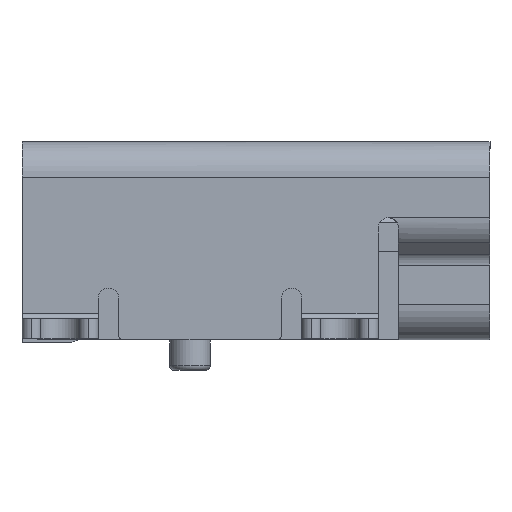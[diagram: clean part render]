
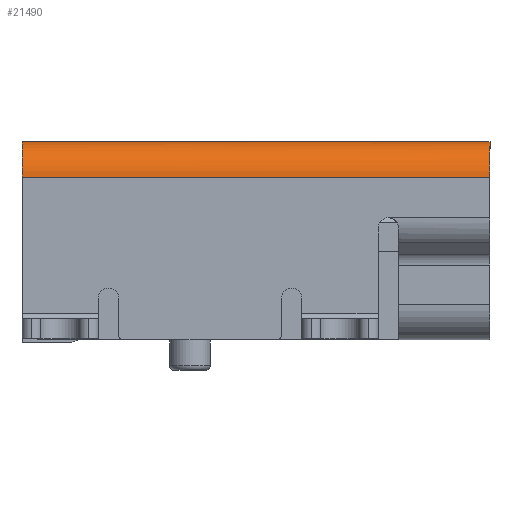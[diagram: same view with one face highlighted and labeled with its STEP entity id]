
A CAD part, left-side view. The second image highlights one B-rep face of the part: STEP entity #21490.
In plain terms, the highlighted cylindrical face has radius 0.7 mm (diameter 1.4 mm), a partial arc.
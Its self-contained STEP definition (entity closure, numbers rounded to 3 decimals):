
#479 = EDGE_CURVE ( 'NONE', #13606, #5995, #999, .T. ) ;
#665 = CARTESIAN_POINT ( 'NONE',  ( -3.85, 4.6, 1.25 ) ) ;
#999 = LINE ( 'NONE', #6722, #10825 ) ;
#1192 = EDGE_CURVE ( 'NONE', #11095, #19736, #17848, .T. ) ;
#1432 = DIRECTION ( 'NONE',  ( 0., 1., 0. ) ) ;
#1675 = CARTESIAN_POINT ( 'NONE',  ( -3.225, 4.6, 1.946 ) ) ;
#2850 = CARTESIAN_POINT ( 'NONE',  ( -3.15, -4.6, 1.95 ) ) ;
#3079 = LINE ( 'NONE', #2850, #14622 ) ;
#3180 = LINE ( 'NONE', #20733, #20941 ) ;
#3549 = CARTESIAN_POINT ( 'NONE',  ( -3.161, 4.565, 1.95 ) ) ;
#3660 = CARTESIAN_POINT ( 'NONE',  ( -3.208, 4.598, 1.948 ) ) ;
#4023 = CARTESIAN_POINT ( 'NONE',  ( -3.85, -4.6, 1.25 ) ) ;
#4562 = DIRECTION ( 'NONE',  ( 0., 1., 0. ) ) ;
#5065 = CARTESIAN_POINT ( 'NONE',  ( -3.15, 4.525, 1.95 ) ) ;
#5148 = CYLINDRICAL_SURFACE ( 'NONE', #19097, 0.7 ) ;
#5178 = CARTESIAN_POINT ( 'NONE',  ( -3.166, 4.572, 1.95 ) ) ;
#5241 = ORIENTED_EDGE ( 'NONE', *, *, #6192, .F. ) ;
#5402 = CARTESIAN_POINT ( 'NONE',  ( -3.214, 4.599, 1.947 ) ) ;
#5579 = AXIS2_PLACEMENT_3D ( 'NONE', #7841, #20452, #9678 ) ;
#5995 = VERTEX_POINT ( 'NONE', #15658 ) ;
#6192 = EDGE_CURVE ( 'NONE', #19736, #16284, #3180, .T. ) ;
#6328 = CARTESIAN_POINT ( 'NONE',  ( -3.15, -4.6, 1.95 ) ) ;
#6722 = CARTESIAN_POINT ( 'NONE',  ( -3.15, 4.3, 1.95 ) ) ;
#6805 = EDGE_CURVE ( 'NONE', #5995, #16733, #18632, .T. ) ;
#6963 = CARTESIAN_POINT ( 'NONE',  ( -3.157, 4.558, 1.95 ) ) ;
#7304 = CARTESIAN_POINT ( 'NONE',  ( -3.178, 4.584, 1.949 ) ) ;
#7345 = ORIENTED_EDGE ( 'NONE', *, *, #8225, .T. ) ;
#7702 = AXIS2_PLACEMENT_3D ( 'NONE', #21057, #13929, #14386 ) ;
#7841 = CARTESIAN_POINT ( 'NONE',  ( -3.15, 4.6, 1.25 ) ) ;
#8225 = EDGE_CURVE ( 'NONE', #11095, #13606, #3079, .T. ) ;
#8723 = EDGE_CURVE ( 'NONE', #16733, #16284, #12317, .T. ) ;
#8933 = CARTESIAN_POINT ( 'NONE',  ( -3.185, 4.589, 1.949 ) ) ;
#9678 = DIRECTION ( 'NONE',  ( 1., 0., 0. ) ) ;
#10523 = DIRECTION ( 'NONE',  ( 0., 1., 0. ) ) ;
#10825 = VECTOR ( 'NONE', #18889, 1000. ) ;
#11095 = VERTEX_POINT ( 'NONE', #6328 ) ;
#11223 = EDGE_LOOP ( 'NONE', ( #22284, #22288, #16543, #5241, #17760, #7345 ) ) ;
#12216 = CARTESIAN_POINT ( 'NONE',  ( -3.151, 4.542, 1.95 ) ) ;
#12317 = CIRCLE ( 'NONE', #5579, 0.7 ) ;
#13606 = VERTEX_POINT ( 'NONE', #16871 ) ;
#13929 = DIRECTION ( 'NONE',  ( 0., -1., 0. ) ) ;
#14081 = CARTESIAN_POINT ( 'NONE',  ( -3.15, -4.6, 1.25 ) ) ;
#14226 = CARTESIAN_POINT ( 'NONE',  ( -3.2, 4.596, 1.948 ) ) ;
#14345 = CARTESIAN_POINT ( 'NONE',  ( -3.225, 4.6, 1.946 ) ) ;
#14386 = DIRECTION ( 'NONE',  ( 1., 0., 0. ) ) ;
#14622 = VECTOR ( 'NONE', #1432, 1000. ) ;
#15658 = CARTESIAN_POINT ( 'NONE',  ( -3.15, 4.525, 1.95 ) ) ;
#16021 = CARTESIAN_POINT ( 'NONE',  ( -3.172, 4.578, 1.95 ) ) ;
#16284 = VERTEX_POINT ( 'NONE', #665 ) ;
#16543 = ORIENTED_EDGE ( 'NONE', *, *, #8723, .T. ) ;
#16733 = VERTEX_POINT ( 'NONE', #1675 ) ;
#16871 = CARTESIAN_POINT ( 'NONE',  ( -3.15, 4.375, 1.95 ) ) ;
#17406 = DIRECTION ( 'NONE',  ( -1., 0., 0. ) ) ;
#17760 = ORIENTED_EDGE ( 'NONE', *, *, #1192, .F. ) ;
#17778 = CARTESIAN_POINT ( 'NONE',  ( -3.219, 4.6, 1.947 ) ) ;
#17848 = CIRCLE ( 'NONE', #7702, 0.7 ) ;
#18632 = B_SPLINE_CURVE_WITH_KNOTS ( 'NONE', 3,
 ( #5065, #21329, #12216, #19468, #6963, #3549, #5178, #16021, #7304, #8933, #23215, #14226, #3660, #5402, #17778, #14345 ),
 .UNSPECIFIED., .F., .F.,
 ( 4, 3, 3, 3, 3, 4 ),
 ( 0., 0., 0., 0., 0., 0. ),
 .UNSPECIFIED. ) ;
#18889 = DIRECTION ( 'NONE',  ( 0., 1., 0. ) ) ;
#19097 = AXIS2_PLACEMENT_3D ( 'NONE', #14081, #10523, #17406 ) ;
#19468 = CARTESIAN_POINT ( 'NONE',  ( -3.154, 4.55, 1.95 ) ) ;
#19553 = FACE_OUTER_BOUND ( 'NONE', #11223, .T. ) ;
#19736 = VERTEX_POINT ( 'NONE', #4023 ) ;
#20452 = DIRECTION ( 'NONE',  ( 0., -1., 0. ) ) ;
#20733 = CARTESIAN_POINT ( 'NONE',  ( -3.85, -4.6, 1.25 ) ) ;
#20941 = VECTOR ( 'NONE', #4562, 1000. ) ;
#21057 = CARTESIAN_POINT ( 'NONE',  ( -3.15, -4.6, 1.25 ) ) ;
#21329 = CARTESIAN_POINT ( 'NONE',  ( -3.15, 4.533, 1.95 ) ) ;
#21490 = ADVANCED_FACE ( 'NONE', ( #19553 ), #5148, .T. ) ;
#22284 = ORIENTED_EDGE ( 'NONE', *, *, #479, .T. ) ;
#22288 = ORIENTED_EDGE ( 'NONE', *, *, #6805, .T. ) ;
#23215 = CARTESIAN_POINT ( 'NONE',  ( -3.192, 4.593, 1.949 ) ) ;
